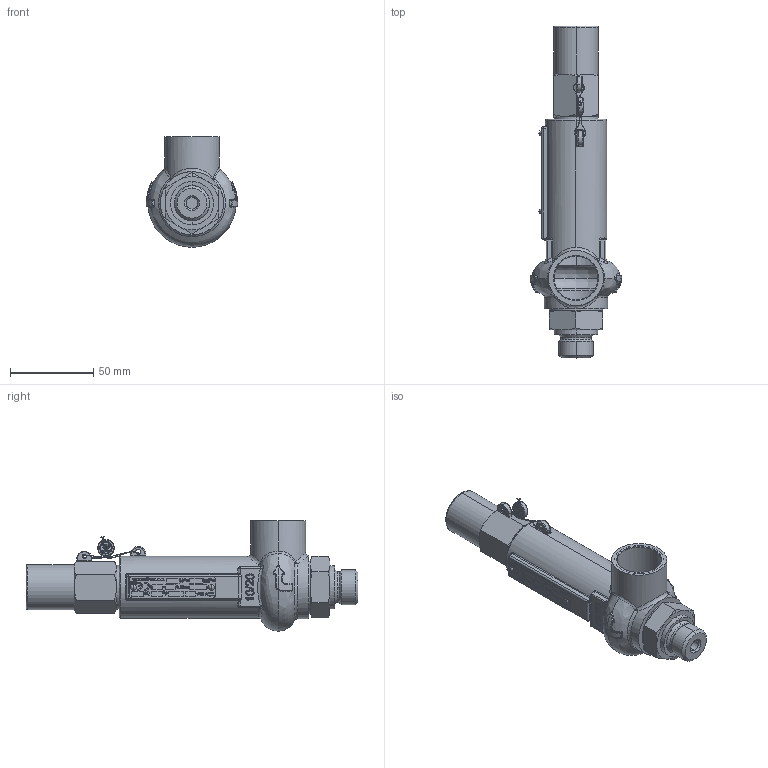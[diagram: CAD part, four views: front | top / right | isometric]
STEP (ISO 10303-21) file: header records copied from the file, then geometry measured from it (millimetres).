
FILE_DESCRIPTION (( 'STEP AP203' ), '1' );
FILE_NAME ('Typ_10-BG_I-head_C-G012-G034.STEP', '2019-09-20T10:03:07', ( '' ), ( '' ), 'SwSTEP 2.0', 'SolidWorks 2016', '' );
FILE_SCHEMA (( 'CONFIG_CONTROL_DESIGN' ));
Products named in the file (1): Typ_10-BG_I-head_C-G012-G034
Bounding box: 54.95 x 199.5 x 66.5 mm (x, y, z)
Volume: 53965.7 mm3; surface area: 52242.5 mm2
Topology: 25 solids, 25 shells, 1615 faces, 4121 edges, 2634 vertices
Faces by surface type: bspline 692, plane 669, cylinder 202, cone 52
Entity records: 81377 total; most frequent: CARTESIAN_POINT 46909, ORIENTED_EDGE 8206, DIRECTION 5282, EDGE_CURVE 4103, VERTEX_POINT 2634, LINE 1996, VECTOR 1996, EDGE_LOOP 1741
